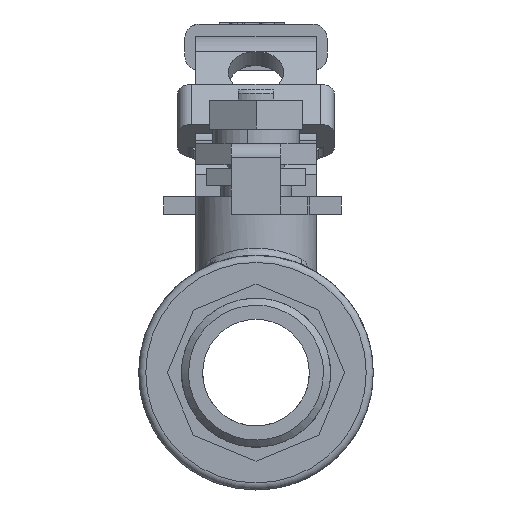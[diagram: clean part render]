
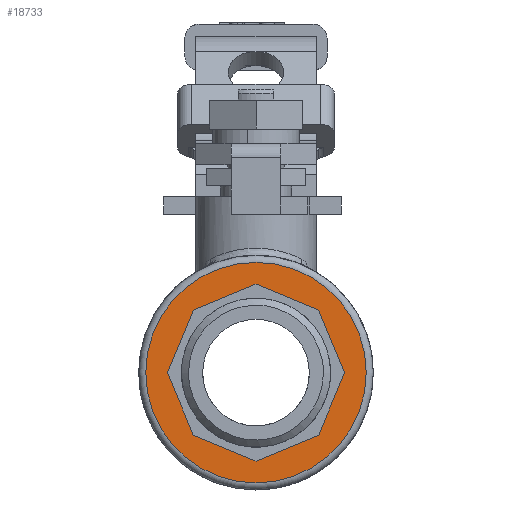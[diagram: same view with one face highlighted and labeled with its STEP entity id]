
A CAD part, left-side view. The second image highlights one B-rep face of the part: STEP entity #18733.
In plain terms, the highlighted planar face has unit normal (-1, 0, 0).
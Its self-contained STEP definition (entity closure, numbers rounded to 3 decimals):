
#18627=CARTESIAN_POINT('',(-19.5,-15.5,0.));
#18628=VERTEX_POINT('',#18627);
#18639=CARTESIAN_POINT('',(-19.5,15.5,0.));
#18640=VERTEX_POINT('',#18639);
#18641=CARTESIAN_POINT('',(-19.5,0.,0.));
#18642=DIRECTION('',(1.,0.,0.));
#18643=DIRECTION('',(0.,-1.,0.));
#18644=AXIS2_PLACEMENT_3D('',#18641,#18642,#18643);
#18645=CIRCLE('',#18644,15.5);
#18646=EDGE_CURVE('',#18628,#18640,#18645,.T.);
#18648=CARTESIAN_POINT('',(-19.5,0.,0.));
#18649=DIRECTION('',(1.,0.,0.));
#18650=DIRECTION('',(0.,-1.,0.));
#18651=AXIS2_PLACEMENT_3D('',#18648,#18649,#18650);
#18652=CIRCLE('',#18651,15.5);
#18653=EDGE_CURVE('',#18640,#18628,#18652,.T.);
#18658=CARTESIAN_POINT('',(-19.5,0.,0.));
#18659=DIRECTION('',(-1.,-0.,-0.));
#18660=DIRECTION('',(0.,-1.,0.));
#18661=AXIS2_PLACEMENT_3D('',#18658,#18659,#18660);
#18662=PLANE('',#18661);
#18663=ORIENTED_EDGE('',*,*,#18646,.F.);
#18664=ORIENTED_EDGE('',*,*,#18653,.F.);
#18665=EDGE_LOOP('',(#18663,#18664));
#18666=FACE_BOUND('',#18665,.T.);
#18667=CARTESIAN_POINT('',(-19.5,-12.448,0.));
#18668=VERTEX_POINT('',#18667);
#18669=CARTESIAN_POINT('',(-19.5,-8.802,-8.802));
#18670=VERTEX_POINT('',#18669);
#18671=CARTESIAN_POINT('',(-19.5,-12.448,0.));
#18672=DIRECTION('',(0.,0.383,-0.924));
#18673=VECTOR('',#18672,9.527);
#18674=LINE('',#18671,#18673);
#18675=EDGE_CURVE('',#18668,#18670,#18674,.T.);
#18676=ORIENTED_EDGE('',*,*,#18675,.T.);
#18677=CARTESIAN_POINT('',(-19.5,0.,-12.448));
#18678=VERTEX_POINT('',#18677);
#18679=CARTESIAN_POINT('',(-19.5,-8.802,-8.802));
#18680=DIRECTION('',(-0.,0.924,-0.383));
#18681=VECTOR('',#18680,9.527);
#18682=LINE('',#18679,#18681);
#18683=EDGE_CURVE('',#18670,#18678,#18682,.T.);
#18684=ORIENTED_EDGE('',*,*,#18683,.T.);
#18685=CARTESIAN_POINT('',(-19.5,8.802,-8.802));
#18686=VERTEX_POINT('',#18685);
#18687=CARTESIAN_POINT('',(-19.5,0.,-12.448));
#18688=DIRECTION('',(-0.,0.924,0.383));
#18689=VECTOR('',#18688,9.527);
#18690=LINE('',#18687,#18689);
#18691=EDGE_CURVE('',#18678,#18686,#18690,.T.);
#18692=ORIENTED_EDGE('',*,*,#18691,.T.);
#18693=CARTESIAN_POINT('',(-19.5,12.448,0.));
#18694=VERTEX_POINT('',#18693);
#18695=CARTESIAN_POINT('',(-19.5,8.802,-8.802));
#18696=DIRECTION('',(-0.,0.383,0.924));
#18697=VECTOR('',#18696,9.527);
#18698=LINE('',#18695,#18697);
#18699=EDGE_CURVE('',#18686,#18694,#18698,.T.);
#18700=ORIENTED_EDGE('',*,*,#18699,.T.);
#18701=CARTESIAN_POINT('',(-19.5,8.802,8.802));
#18702=VERTEX_POINT('',#18701);
#18703=CARTESIAN_POINT('',(-19.5,12.448,0.));
#18704=DIRECTION('',(-0.,-0.383,0.924));
#18705=VECTOR('',#18704,9.527);
#18706=LINE('',#18703,#18705);
#18707=EDGE_CURVE('',#18694,#18702,#18706,.T.);
#18708=ORIENTED_EDGE('',*,*,#18707,.T.);
#18709=CARTESIAN_POINT('',(-19.5,0.,12.448));
#18710=VERTEX_POINT('',#18709);
#18711=CARTESIAN_POINT('',(-19.5,8.802,8.802));
#18712=DIRECTION('',(0.,-0.924,0.383));
#18713=VECTOR('',#18712,9.527);
#18714=LINE('',#18711,#18713);
#18715=EDGE_CURVE('',#18702,#18710,#18714,.T.);
#18716=ORIENTED_EDGE('',*,*,#18715,.T.);
#18717=CARTESIAN_POINT('',(-19.5,-8.802,8.802));
#18718=VERTEX_POINT('',#18717);
#18719=CARTESIAN_POINT('',(-19.5,0.,12.448));
#18720=DIRECTION('',(0.,-0.924,-0.383));
#18721=VECTOR('',#18720,9.527);
#18722=LINE('',#18719,#18721);
#18723=EDGE_CURVE('',#18710,#18718,#18722,.T.);
#18724=ORIENTED_EDGE('',*,*,#18723,.T.);
#18725=CARTESIAN_POINT('',(-19.5,-8.802,8.802));
#18726=DIRECTION('',(0.,-0.383,-0.924));
#18727=VECTOR('',#18726,9.527);
#18728=LINE('',#18725,#18727);
#18729=EDGE_CURVE('',#18718,#18668,#18728,.T.);
#18730=ORIENTED_EDGE('',*,*,#18729,.T.);
#18731=EDGE_LOOP('',(#18676,#18684,#18692,#18700,#18708,#18716,#18724,#18730));
#18732=FACE_BOUND('',#18731,.T.);
#18733=ADVANCED_FACE('',(#18666,#18732),#18662,.T.);
